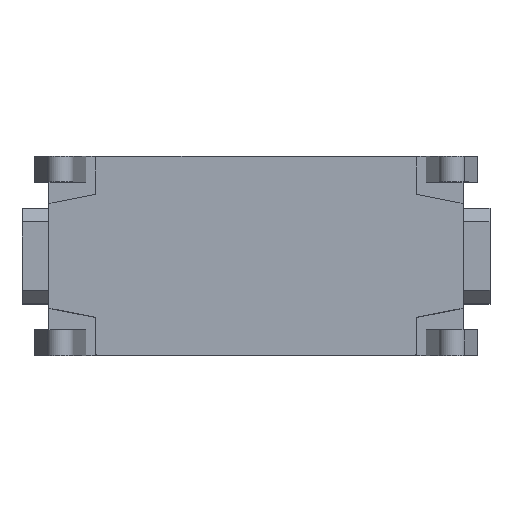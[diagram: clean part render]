
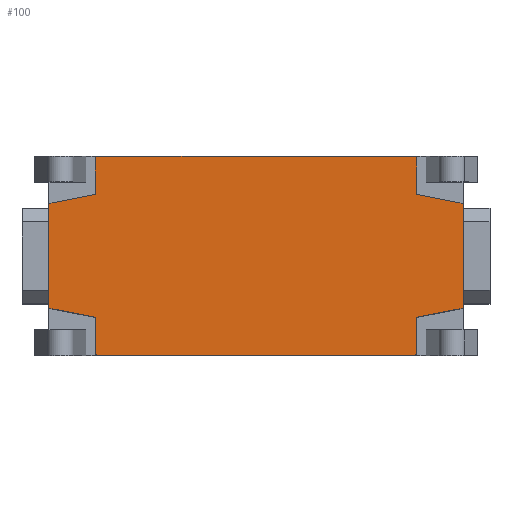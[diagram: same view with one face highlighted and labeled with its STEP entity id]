
A CAD part, top view. The second image highlights one B-rep face of the part: STEP entity #100.
In plain terms, the highlighted planar face has unit normal (0, 0, 1).
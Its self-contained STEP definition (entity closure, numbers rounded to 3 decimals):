
#100=ADVANCED_FACE('',(#233),#169,.T.);
#169=PLANE('',#1450);
#233=FACE_OUTER_BOUND('',#305,.T.);
#305=EDGE_LOOP('',(#492,#493,#494,#495,#496,#497,#498,#499,#500,#501));
#376=(
BOUNDED_CURVE()
B_SPLINE_CURVE(3,(#2015,#2016,#2017,#2018),.UNSPECIFIED.,.F.,.F.)
B_SPLINE_CURVE_WITH_KNOTS((4,4),(0.,1.),.UNSPECIFIED.)
CURVE()
GEOMETRIC_REPRESENTATION_ITEM()
RATIONAL_B_SPLINE_CURVE((1.,0.807,0.807,1.))
REPRESENTATION_ITEM('')
);
#378=(
BOUNDED_CURVE()
B_SPLINE_CURVE(3,(#2034,#2035,#2036,#2037,#2038,#2039,#2040,#2041,#2042,
#2043),.UNSPECIFIED.,.F.,.F.)
B_SPLINE_CURVE_WITH_KNOTS((4,3,3,4),(0.,0.866,0.879,
1.),.UNSPECIFIED.)
CURVE()
GEOMETRIC_REPRESENTATION_ITEM()
RATIONAL_B_SPLINE_CURVE((1.,1.,1.,1.,0.805,0.805,
1.,1.,1.,1.))
REPRESENTATION_ITEM('')
);
#380=(
BOUNDED_CURVE()
B_SPLINE_CURVE(3,(#2059,#2060,#2061,#2062,#2063,#2064,#2065,#2066,#2067,
#2068,#2069,#2070,#2071,#2072,#2073,#2074),.UNSPECIFIED.,.F.,.F.)
B_SPLINE_CURVE_WITH_KNOTS((4,3,3,3,3,4),(0.,0.072,0.082,
0.877,0.889,1.),.UNSPECIFIED.)
CURVE()
GEOMETRIC_REPRESENTATION_ITEM()
RATIONAL_B_SPLINE_CURVE((1.,1.,1.,1.,0.805,0.805,
1.,1.,1.,1.,0.805,0.805,1.,1.,1.,1.))
REPRESENTATION_ITEM('')
);
#382=(
BOUNDED_CURVE()
B_SPLINE_CURVE(3,(#2098,#2099,#2100,#2101),.UNSPECIFIED.,.F.,.F.)
B_SPLINE_CURVE_WITH_KNOTS((4,4),(0.,1.),.UNSPECIFIED.)
CURVE()
GEOMETRIC_REPRESENTATION_ITEM()
RATIONAL_B_SPLINE_CURVE((1.,1.,1.,1.))
REPRESENTATION_ITEM('')
);
#383=(
BOUNDED_CURVE()
B_SPLINE_CURVE(3,(#2106,#2107,#2108,#2109),.UNSPECIFIED.,.F.,.F.)
B_SPLINE_CURVE_WITH_KNOTS((4,4),(0.,1.),.UNSPECIFIED.)
CURVE()
GEOMETRIC_REPRESENTATION_ITEM()
RATIONAL_B_SPLINE_CURVE((1.,1.,1.,1.))
REPRESENTATION_ITEM('')
);
#384=(
BOUNDED_CURVE()
B_SPLINE_CURVE(3,(#2122,#2123,#2124,#2125),.UNSPECIFIED.,.F.,.F.)
B_SPLINE_CURVE_WITH_KNOTS((4,4),(0.,1.),.UNSPECIFIED.)
CURVE()
GEOMETRIC_REPRESENTATION_ITEM()
RATIONAL_B_SPLINE_CURVE((1.,1.,1.,1.))
REPRESENTATION_ITEM('')
);
#385=(
BOUNDED_CURVE()
B_SPLINE_CURVE(3,(#2130,#2131,#2132,#2133),.UNSPECIFIED.,.F.,.F.)
B_SPLINE_CURVE_WITH_KNOTS((4,4),(0.,1.),.UNSPECIFIED.)
CURVE()
GEOMETRIC_REPRESENTATION_ITEM()
RATIONAL_B_SPLINE_CURVE((1.,1.,1.,1.))
REPRESENTATION_ITEM('')
);
#386=(
BOUNDED_CURVE()
B_SPLINE_CURVE(3,(#2136,#2137,#2138,#2139),.UNSPECIFIED.,.F.,.F.)
B_SPLINE_CURVE_WITH_KNOTS((4,4),(0.,1.),.UNSPECIFIED.)
CURVE()
GEOMETRIC_REPRESENTATION_ITEM()
RATIONAL_B_SPLINE_CURVE((1.,1.,1.,1.))
REPRESENTATION_ITEM('')
);
#387=(
BOUNDED_CURVE()
B_SPLINE_CURVE(3,(#2152,#2153,#2154,#2155),.UNSPECIFIED.,.F.,.F.)
B_SPLINE_CURVE_WITH_KNOTS((4,4),(0.,1.),.UNSPECIFIED.)
CURVE()
GEOMETRIC_REPRESENTATION_ITEM()
RATIONAL_B_SPLINE_CURVE((1.,1.,1.,1.))
REPRESENTATION_ITEM('')
);
#388=(
BOUNDED_CURVE()
B_SPLINE_CURVE(3,(#2161,#2162,#2163,#2164),.UNSPECIFIED.,.F.,.F.)
B_SPLINE_CURVE_WITH_KNOTS((4,4),(0.,1.),.UNSPECIFIED.)
CURVE()
GEOMETRIC_REPRESENTATION_ITEM()
RATIONAL_B_SPLINE_CURVE((1.,1.,1.,1.))
REPRESENTATION_ITEM('')
);
#492=ORIENTED_EDGE('',*,*,#973,.F.);
#493=ORIENTED_EDGE('',*,*,#986,.F.);
#494=ORIENTED_EDGE('',*,*,#1011,.F.);
#495=ORIENTED_EDGE('',*,*,#1008,.F.);
#496=ORIENTED_EDGE('',*,*,#1001,.F.);
#497=ORIENTED_EDGE('',*,*,#981,.F.);
#498=ORIENTED_EDGE('',*,*,#999,.F.);
#499=ORIENTED_EDGE('',*,*,#996,.F.);
#500=ORIENTED_EDGE('',*,*,#989,.F.);
#501=ORIENTED_EDGE('',*,*,#977,.F.);
#835=VERTEX_POINT('',#2006);
#838=VERTEX_POINT('',#2014);
#841=VERTEX_POINT('',#2044);
#842=VERTEX_POINT('',#2058);
#843=VERTEX_POINT('',#2075);
#845=VERTEX_POINT('',#2097);
#847=VERTEX_POINT('',#2110);
#852=VERTEX_POINT('',#2126);
#853=VERTEX_POINT('',#2140);
#858=VERTEX_POINT('',#2156);
#973=EDGE_CURVE('',#838,#835,#376,.T.);
#977=EDGE_CURVE('',#835,#841,#378,.T.);
#981=EDGE_CURVE('',#842,#843,#380,.T.);
#986=EDGE_CURVE('',#845,#838,#382,.T.);
#989=EDGE_CURVE('',#841,#847,#383,.T.);
#996=EDGE_CURVE('',#847,#852,#384,.T.);
#999=EDGE_CURVE('',#852,#842,#385,.T.);
#1001=EDGE_CURVE('',#843,#853,#386,.T.);
#1008=EDGE_CURVE('',#853,#858,#387,.T.);
#1011=EDGE_CURVE('',#858,#845,#388,.T.);
#1450=AXIS2_PLACEMENT_3D('',#2167,#1607,#1608);
#1607=DIRECTION('',(0.,0.,1.));
#1608=DIRECTION('',(1.,0.,0.));
#2006=CARTESIAN_POINT('',(11.552,-7.3,16.5));
#2014=CARTESIAN_POINT('',(11.75,-7.1,16.5));
#2015=CARTESIAN_POINT('',(11.75,-7.1,16.5));
#2016=CARTESIAN_POINT('',(11.75,-7.216,16.5));
#2017=CARTESIAN_POINT('',(11.668,-7.298,16.5));
#2018=CARTESIAN_POINT('',(11.552,-7.3,16.5));
#2034=CARTESIAN_POINT('',(11.552,-7.3,16.5));
#2035=CARTESIAN_POINT('',(3.851,-7.3,16.5));
#2036=CARTESIAN_POINT('',(-3.85,-7.3,16.5));
#2037=CARTESIAN_POINT('',(-11.551,-7.3,16.5));
#2038=CARTESIAN_POINT('',(-11.667,-7.3,16.5));
#2039=CARTESIAN_POINT('',(-11.75,-7.217,16.5));
#2040=CARTESIAN_POINT('',(-11.75,-7.101,16.5));
#2041=CARTESIAN_POINT('',(-11.75,-6.233,16.5));
#2042=CARTESIAN_POINT('',(-11.75,-5.366,16.5));
#2043=CARTESIAN_POINT('',(-11.75,-4.498,16.5));
#2044=CARTESIAN_POINT('',(-11.75,-4.498,16.5));
#2058=CARTESIAN_POINT('',(-11.75,4.498,16.5));
#2059=CARTESIAN_POINT('',(-11.75,4.498,16.5));
#2060=CARTESIAN_POINT('',(-11.75,5.366,16.5));
#2061=CARTESIAN_POINT('',(-11.75,6.233,16.5));
#2062=CARTESIAN_POINT('',(-11.75,7.101,16.5));
#2063=CARTESIAN_POINT('',(-11.75,7.217,16.5));
#2064=CARTESIAN_POINT('',(-11.667,7.3,16.5));
#2065=CARTESIAN_POINT('',(-11.551,7.3,16.5));
#2066=CARTESIAN_POINT('',(-3.85,7.3,16.5));
#2067=CARTESIAN_POINT('',(3.85,7.3,16.5));
#2068=CARTESIAN_POINT('',(11.551,7.3,16.5));
#2069=CARTESIAN_POINT('',(11.667,7.3,16.5));
#2070=CARTESIAN_POINT('',(11.75,7.217,16.5));
#2071=CARTESIAN_POINT('',(11.75,7.101,16.5));
#2072=CARTESIAN_POINT('',(11.75,6.233,16.5));
#2073=CARTESIAN_POINT('',(11.75,5.366,16.5));
#2074=CARTESIAN_POINT('',(11.75,4.498,16.5));
#2075=CARTESIAN_POINT('',(11.75,4.498,16.5));
#2097=CARTESIAN_POINT('',(11.75,-4.498,16.5));
#2098=CARTESIAN_POINT('',(11.75,-4.498,16.5));
#2099=CARTESIAN_POINT('',(11.75,-5.365,16.5));
#2100=CARTESIAN_POINT('',(11.75,-6.232,16.5));
#2101=CARTESIAN_POINT('',(11.75,-7.1,16.5));
#2106=CARTESIAN_POINT('',(-11.75,-4.498,16.5));
#2107=CARTESIAN_POINT('',(-12.883,-4.276,16.5));
#2108=CARTESIAN_POINT('',(-14.016,-4.055,16.5));
#2109=CARTESIAN_POINT('',(-15.149,-3.833,16.5));
#2110=CARTESIAN_POINT('',(-15.149,-3.833,16.5));
#2122=CARTESIAN_POINT('',(-15.149,-3.833,16.5));
#2123=CARTESIAN_POINT('',(-15.149,-1.278,16.5));
#2124=CARTESIAN_POINT('',(-15.149,1.278,16.5));
#2125=CARTESIAN_POINT('',(-15.149,3.833,16.5));
#2126=CARTESIAN_POINT('',(-15.149,3.833,16.5));
#2130=CARTESIAN_POINT('',(-15.149,3.833,16.5));
#2131=CARTESIAN_POINT('',(-14.016,4.055,16.5));
#2132=CARTESIAN_POINT('',(-12.883,4.276,16.5));
#2133=CARTESIAN_POINT('',(-11.75,4.498,16.5));
#2136=CARTESIAN_POINT('',(11.75,4.498,16.5));
#2137=CARTESIAN_POINT('',(12.883,4.276,16.5));
#2138=CARTESIAN_POINT('',(14.016,4.055,16.5));
#2139=CARTESIAN_POINT('',(15.149,3.833,16.5));
#2140=CARTESIAN_POINT('',(15.149,3.833,16.5));
#2152=CARTESIAN_POINT('',(15.149,3.833,16.5));
#2153=CARTESIAN_POINT('',(15.149,1.278,16.5));
#2154=CARTESIAN_POINT('',(15.149,-1.278,16.5));
#2155=CARTESIAN_POINT('',(15.149,-3.833,16.5));
#2156=CARTESIAN_POINT('',(15.149,-3.833,16.5));
#2161=CARTESIAN_POINT('',(15.149,-3.833,16.5));
#2162=CARTESIAN_POINT('',(14.016,-4.055,16.5));
#2163=CARTESIAN_POINT('',(12.883,-4.276,16.5));
#2164=CARTESIAN_POINT('',(11.75,-4.498,16.5));
#2167=CARTESIAN_POINT('',(11.692,-7.24,16.5));
